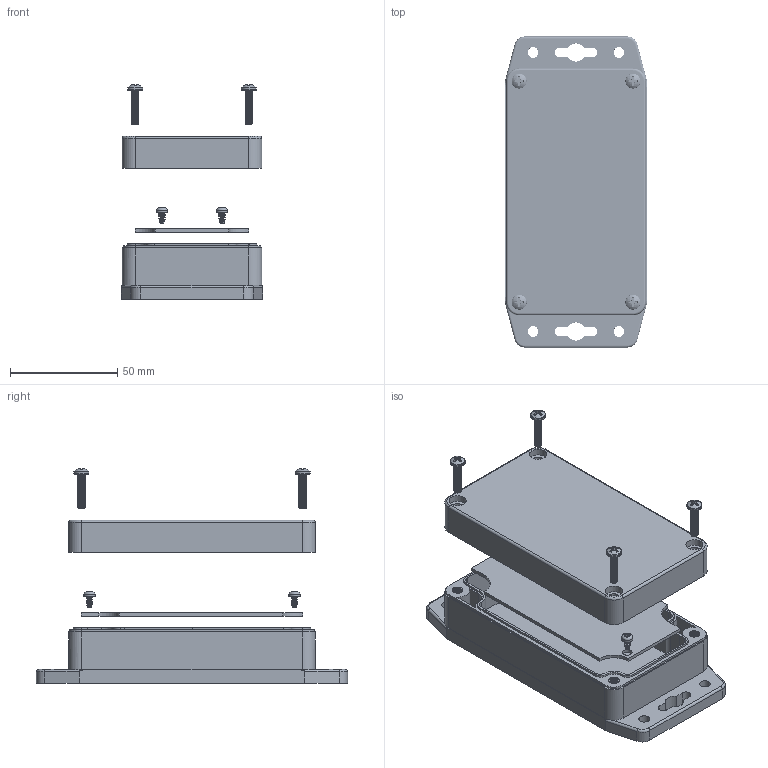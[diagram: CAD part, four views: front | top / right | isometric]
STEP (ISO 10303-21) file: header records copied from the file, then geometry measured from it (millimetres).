
FILE_DESCRIPTION(/* description */ (''),/* implementation_level */ '2;1');
FILE_NAME(/* name */ 'BUD PN-1312.step',/* time_stamp */ '2017-02-19T10:59:39-08:00',/* author */ (''),/* organization */ (''),/* preprocessor_version */ 'ST-DEVELOPER v16.5',/* originating_system */ 'Autodesk Translation Framework v5.2.0.2920',/* authorisation */ '');
FILE_SCHEMA (('AUTOMOTIVE_DESIGN { 1 0 10303 214 3 1 1 }'));
Length unit declared in the file: millimetre
Products named in the file (6): BUD PN-1312 v7; Base; Cover; PCB; 92000A160; 96817A904
Assembly tree (9 placements, depth 2):
  BUD PN-1312 v7
    Base
    Cover
    PCB
    92000A160  x4
    96817A904  x2
Bounding box: 65.8 x 145 x 100.08 mm (x, y, z)
Volume: 102141.4 mm3; surface area: 80766.7 mm2
Topology: 13 solids, 13 shells, 594 faces, 1558 edges, 1032 vertices
Faces by surface type: plane 291, cylinder 217, bspline 38, cone 26, torus 18, sphere 4
Full cylindrical faces by diameter (mm): 2.5 x4, 4.5 x6, 5 x12, 5.15 x2, 7 x4, 7.8 x4, 7.85 x4, 8 x4
Entity records: 24417 total; most frequent: CARTESIAN_POINT 12781, DIRECTION 2428, ORIENTED_EDGE 2330, EDGE_CURVE 1165, AXIS2_PLACEMENT_3D 883, VERTEX_POINT 796, LINE 662, VECTOR 662
